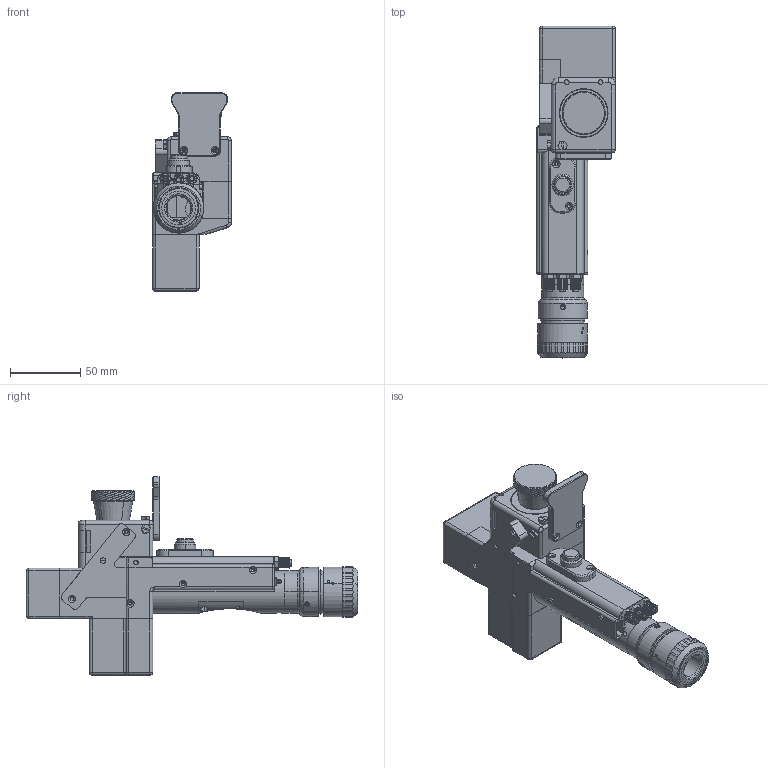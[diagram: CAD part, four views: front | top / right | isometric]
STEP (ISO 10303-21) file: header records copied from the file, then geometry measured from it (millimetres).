
FILE_DESCRIPTION (( 'STEP AP203' ), '1' );
FILE_NAME ('FWH20-DC30A 智能双摆手持清洗头B.STEP', '2023-11-21T08:18:45', ( '' ), ( '' ), 'SwSTEP 2.0', 'SolidWorks 2016', '' );
FILE_SCHEMA (( 'CONFIG_CONTROL_DESIGN' ));
Length unit declared in the file: millimetre
Products named in the file (1): FWH20-DC30A 智能双摆手持清洗头B
Bounding box: 56 x 236.3 x 141.1 mm (x, y, z)
Surface area: 78451.7 mm2 (no closed solid volume)
Topology: 0 solids, 49 shells, 819 faces, 3024 edges, 2197 vertices
Faces by surface type: cylinder 352, plane 275, cone 109, bspline 53, torus 22, sphere 8
Entity records: 36888 total; most frequent: CARTESIAN_POINT 12073, DIRECTION 5099, ORIENTED_EDGE 4707, EDGE_CURVE 3009, VERTEX_POINT 2197, AXIS2_PLACEMENT_3D 1840, LINE 1419, VECTOR 1419
